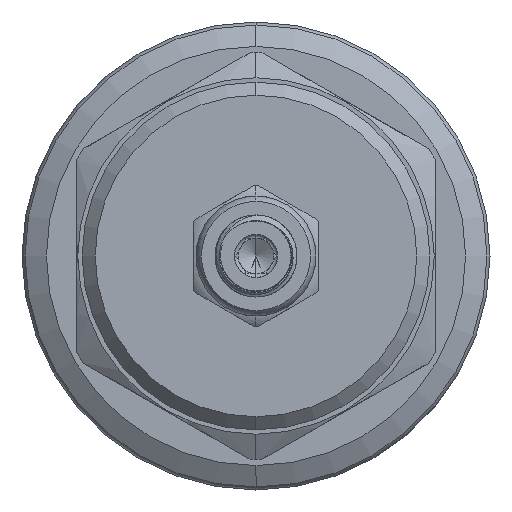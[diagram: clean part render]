
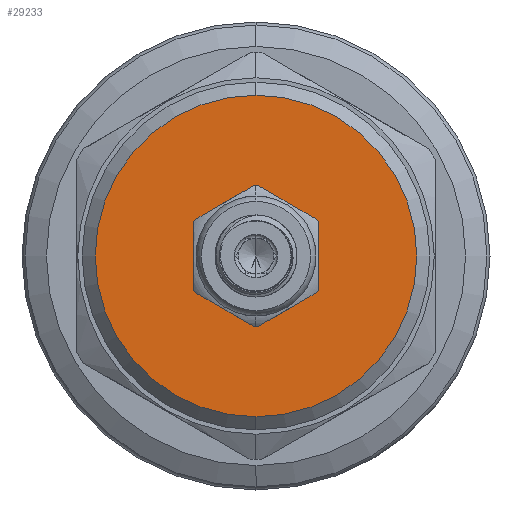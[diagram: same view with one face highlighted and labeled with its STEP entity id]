
A CAD part, left-side view. The second image highlights one B-rep face of the part: STEP entity #29233.
In plain terms, the highlighted planar face has unit normal (-1, 0, 0).
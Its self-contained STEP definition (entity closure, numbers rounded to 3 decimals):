
#1205 = EDGE_CURVE ( 'NONE', #8296, #28605, #55621, .T. ) ;
#2459 = CARTESIAN_POINT ( 'NONE',  ( -44.75, 0., 6.875 ) ) ;
#4127 = PLANE ( 'NONE',  #14528 ) ;
#5700 = CARTESIAN_POINT ( 'NONE',  ( -44.75, 0., 0. ) ) ;
#8296 = VERTEX_POINT ( 'NONE', #2459 ) ;
#8758 = ORIENTED_EDGE ( 'NONE', *, *, #47616, .T. ) ;
#8815 = DIRECTION ( 'NONE',  ( -1., 0., 0. ) ) ;
#9536 = CARTESIAN_POINT ( 'NONE',  ( -44.75, 0., 18.5 ) ) ;
#13526 = FACE_OUTER_BOUND ( 'NONE', #40597, .T. ) ;
#13641 = ORIENTED_EDGE ( 'NONE', *, *, #55341, .T. ) ;
#14487 = CIRCLE ( 'NONE', #28058, 18.5 ) ;
#14528 = AXIS2_PLACEMENT_3D ( 'NONE', #18812, #8815, #46557 ) ;
#18259 = CARTESIAN_POINT ( 'NONE',  ( -44.75, 0., 0. ) ) ;
#18393 = ORIENTED_EDGE ( 'NONE', *, *, #1205, .T. ) ;
#18483 = CARTESIAN_POINT ( 'NONE',  ( -44.75, 0., 0. ) ) ;
#18812 = CARTESIAN_POINT ( 'NONE',  ( -44.75, 0., 0. ) ) ;
#20669 = AXIS2_PLACEMENT_3D ( 'NONE', #5700, #28296, #37891 ) ;
#22696 = CIRCLE ( 'NONE', #31099, 6.875 ) ;
#22915 = DIRECTION ( 'NONE',  ( 1., 0., 0. ) ) ;
#23315 = VERTEX_POINT ( 'NONE', #9536 ) ;
#24730 = EDGE_LOOP ( 'NONE', ( #25685, #18393 ) ) ;
#25095 = CARTESIAN_POINT ( 'NONE',  ( -44.75, 0., 0. ) ) ;
#25685 = ORIENTED_EDGE ( 'NONE', *, *, #42587, .T. ) ;
#27426 = DIRECTION ( 'NONE',  ( -1., 0., 0. ) ) ;
#28058 = AXIS2_PLACEMENT_3D ( 'NONE', #18483, #27426, #31694 ) ;
#28296 = DIRECTION ( 'NONE',  ( -1., 0., 0. ) ) ;
#28605 = VERTEX_POINT ( 'NONE', #50992 ) ;
#29233 = ADVANCED_FACE ( 'NONE', ( #42736, #13526 ), #4127, .T. ) ;
#30373 = DIRECTION ( 'NONE',  ( 0., 0., 1. ) ) ;
#31099 = AXIS2_PLACEMENT_3D ( 'NONE', #18259, #22915, #55584 ) ;
#31694 = DIRECTION ( 'NONE',  ( 0., 0., 1. ) ) ;
#33328 = VERTEX_POINT ( 'NONE', #39650 ) ;
#36622 = AXIS2_PLACEMENT_3D ( 'NONE', #25095, #48592, #30373 ) ;
#37891 = DIRECTION ( 'NONE',  ( 0., 0., 1. ) ) ;
#39650 = CARTESIAN_POINT ( 'NONE',  ( -44.75, 0., -18.5 ) ) ;
#39707 = CIRCLE ( 'NONE', #20669, 18.5 ) ;
#40597 = EDGE_LOOP ( 'NONE', ( #8758, #13641 ) ) ;
#42587 = EDGE_CURVE ( 'NONE', #28605, #8296, #22696, .T. ) ;
#42736 = FACE_BOUND ( 'NONE', #24730, .T. ) ;
#46557 = DIRECTION ( 'NONE',  ( 0., 0., 1. ) ) ;
#47616 = EDGE_CURVE ( 'NONE', #33328, #23315, #14487, .T. ) ;
#48592 = DIRECTION ( 'NONE',  ( 1., 0., 0. ) ) ;
#50992 = CARTESIAN_POINT ( 'NONE',  ( -44.75, 0., -6.875 ) ) ;
#55341 = EDGE_CURVE ( 'NONE', #23315, #33328, #39707, .T. ) ;
#55584 = DIRECTION ( 'NONE',  ( 0., 0., 1. ) ) ;
#55621 = CIRCLE ( 'NONE', #36622, 6.875 ) ;
